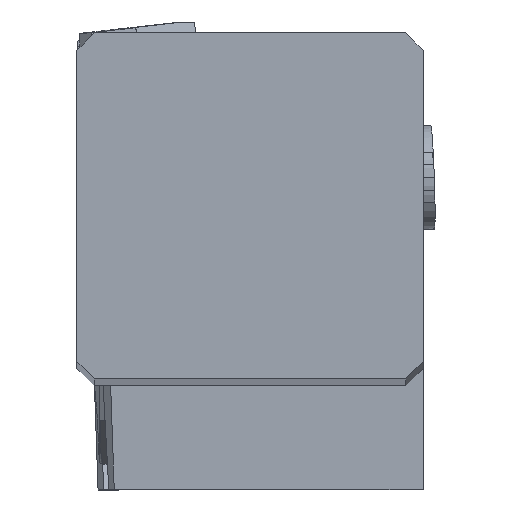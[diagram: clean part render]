
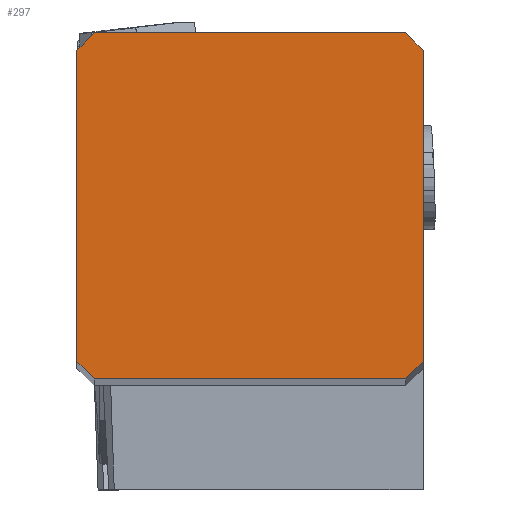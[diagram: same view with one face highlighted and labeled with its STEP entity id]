
A CAD part, top view. The second image highlights one B-rep face of the part: STEP entity #297.
In plain terms, the highlighted planar face has unit normal (0, 0, 1).
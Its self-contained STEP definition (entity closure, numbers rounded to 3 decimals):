
#161=FACE_OUTER_BOUND('',#634,.T.);
#297=ADVANCED_FACE('',(#161),#412,.T.);
#412=PLANE('',#2980);
#634=EDGE_LOOP('',(#1067,#1068,#1069,#1070,#1071,#1072,#1073,#1074));
#1067=ORIENTED_EDGE('',*,*,#1963,.F.);
#1068=ORIENTED_EDGE('',*,*,#1936,.F.);
#1069=ORIENTED_EDGE('',*,*,#1962,.F.);
#1070=ORIENTED_EDGE('',*,*,#1960,.F.);
#1071=ORIENTED_EDGE('',*,*,#1964,.F.);
#1072=ORIENTED_EDGE('',*,*,#1965,.F.);
#1073=ORIENTED_EDGE('',*,*,#1966,.F.);
#1074=ORIENTED_EDGE('',*,*,#1967,.F.);
#1623=VERTEX_POINT('',#4651);
#1624=VERTEX_POINT('',#4653);
#1639=VERTEX_POINT('',#4698);
#1640=VERTEX_POINT('',#4700);
#1641=VERTEX_POINT('',#4706);
#1642=VERTEX_POINT('',#4708);
#1643=VERTEX_POINT('',#4710);
#1644=VERTEX_POINT('',#4712);
#1936=EDGE_CURVE('',#1623,#1624,#2414,.T.);
#1960=EDGE_CURVE('',#1639,#1640,#2436,.T.);
#1962=EDGE_CURVE('',#1640,#1623,#2438,.T.);
#1963=EDGE_CURVE('',#1624,#1641,#2439,.T.);
#1964=EDGE_CURVE('',#1642,#1639,#2440,.T.);
#1965=EDGE_CURVE('',#1643,#1642,#2441,.T.);
#1966=EDGE_CURVE('',#1644,#1643,#2442,.T.);
#1967=EDGE_CURVE('',#1641,#1644,#2443,.T.);
#2414=LINE('',#4652,#2680);
#2436=LINE('',#4699,#2702);
#2438=LINE('',#4703,#2704);
#2439=LINE('',#4705,#2705);
#2440=LINE('',#4707,#2706);
#2441=LINE('',#4709,#2707);
#2442=LINE('',#4711,#2708);
#2443=LINE('',#4713,#2709);
#2680=VECTOR('',#3409,1.);
#2702=VECTOR('',#3449,1.);
#2704=VECTOR('',#3453,1.);
#2705=VECTOR('',#3456,1.);
#2706=VECTOR('',#3457,1.);
#2707=VECTOR('',#3458,1.);
#2708=VECTOR('',#3459,1.);
#2709=VECTOR('',#3460,1.);
#2980=AXIS2_PLACEMENT_3D('',#4714,#3461,#3462);
#3409=DIRECTION('',(0.,-1.,0.));
#3449=DIRECTION('',(1.,0.,0.));
#3453=DIRECTION('',(0.707,-0.707,0.));
#3456=DIRECTION('',(-0.707,-0.707,0.));
#3457=DIRECTION('',(0.707,0.707,0.));
#3458=DIRECTION('',(0.,1.,0.));
#3459=DIRECTION('',(-0.707,0.707,0.));
#3460=DIRECTION('',(-1.,0.,0.));
#3461=DIRECTION('',(0.,0.,1.));
#3462=DIRECTION('',(1.,0.,0.));
#4651=CARTESIAN_POINT('',(0.,9.5,0.));
#4652=CARTESIAN_POINT('',(0.,9.5,0.));
#4653=CARTESIAN_POINT('',(0.,0.5,0.));
#4698=CARTESIAN_POINT('',(-9.5,10.,0.));
#4699=CARTESIAN_POINT('',(-9.5,10.,0.));
#4700=CARTESIAN_POINT('',(-0.5,10.,0.));
#4703=CARTESIAN_POINT('',(-0.5,10.,0.));
#4705=CARTESIAN_POINT('',(0.,0.5,0.));
#4706=CARTESIAN_POINT('',(-0.5,0.,0.));
#4707=CARTESIAN_POINT('',(-10.,9.5,0.));
#4708=CARTESIAN_POINT('',(-10.,9.5,0.));
#4709=CARTESIAN_POINT('',(-10.,0.5,0.));
#4710=CARTESIAN_POINT('',(-10.,0.5,0.));
#4711=CARTESIAN_POINT('',(-9.5,0.,0.));
#4712=CARTESIAN_POINT('',(-9.5,0.,0.));
#4713=CARTESIAN_POINT('',(-0.5,0.,0.));
#4714=CARTESIAN_POINT('',(-5.,5.,0.));
